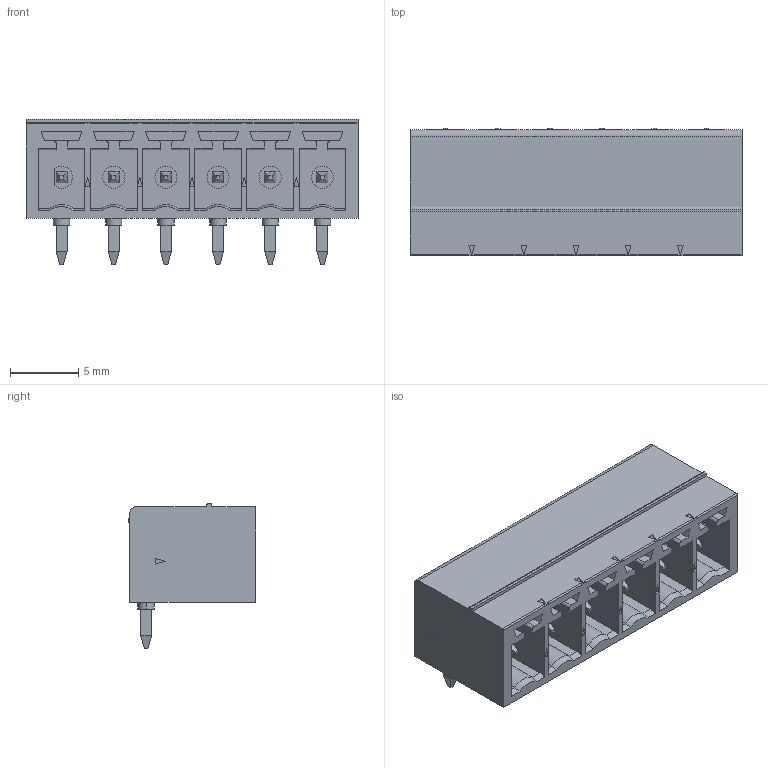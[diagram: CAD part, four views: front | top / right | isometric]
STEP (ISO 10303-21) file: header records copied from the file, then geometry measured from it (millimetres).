
FILE_DESCRIPTION((''),'2;1');
FILE_NAME('PHOENIX_1803316.stp','2014-05-06T16:50:36',(''),(''),'Mechanical Desktop 2011','Mechanical Desktop 2011',', , ');
FILE_SCHEMA(('AUTOMOTIVE_DESIGN { 1 2 10303 214 1 1 1 1 }'));
Length unit declared in the file: millimetre
Products named in the file (1): Product
Bounding box: 24.25 x 9.3 x 10.65 mm (x, y, z)
Volume: 904.6 mm3; surface area: 2128 mm2
Topology: 25 solids, 25 shells, 474 faces, 1107 edges, 704 vertices
Faces by surface type: plane 340, cylinder 80, bspline 36, sphere 12, cone 6
Entity records: 13373 total; most frequent: CARTESIAN_POINT 2526, ORIENTED_EDGE 2190, DIRECTION 2151, EDGE_CURVE 1095, VECTOR 893, LINE 893, VERTEX_POINT 704, AXIS2_PLACEMENT_3D 629
